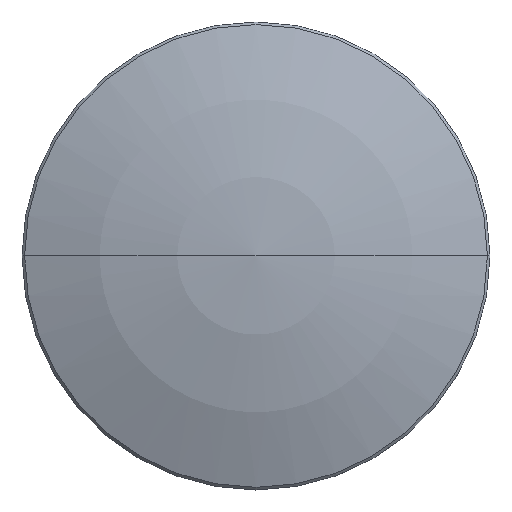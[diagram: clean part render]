
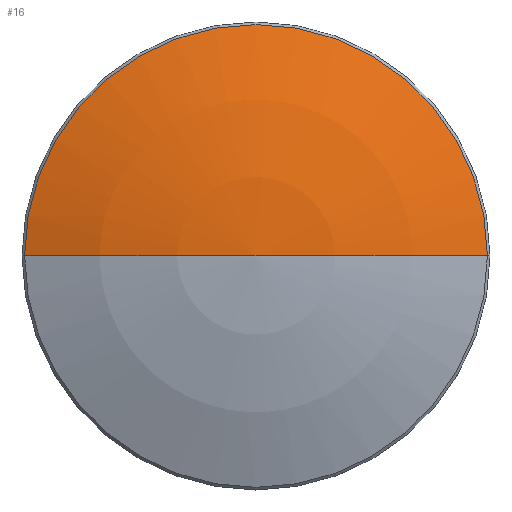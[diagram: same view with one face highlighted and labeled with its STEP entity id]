
A CAD part, top view. The second image highlights one B-rep face of the part: STEP entity #16.
In plain terms, the highlighted toroidal (fillet/blend) face has major radius 0.005 mm and minor radius 34.51 mm.
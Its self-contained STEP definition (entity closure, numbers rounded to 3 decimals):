
#4 = EDGE_CURVE ( 'NONE', #85, #26, #33, .T. ) ;
#11 = ORIENTED_EDGE ( 'NONE', *, *, #84, .T. ) ;
#16 = ADVANCED_FACE ( 'NONE', ( #53 ), #47, .T. ) ;
#26 = VERTEX_POINT ( 'NONE', #185 ) ;
#27 = EDGE_CURVE ( 'NONE', #293, #26, #108, .T. ) ;
#28 = ORIENTED_EDGE ( 'NONE', *, *, #4, .F. ) ;
#29 = EDGE_LOOP ( 'NONE', ( #11, #106, #28 ) ) ;
#33 = CIRCLE ( 'NONE', #68, 34.51 ) ;
#35 = DIRECTION ( 'NONE',  ( 1., 0., 0. ) ) ;
#40 = CARTESIAN_POINT ( 'NONE',  ( 0., 0., -32.3 ) ) ;
#44 = AXIS2_PLACEMENT_3D ( 'NONE', #40, #45, #35 ) ;
#45 = DIRECTION ( 'NONE',  ( 0., 0., 1. ) ) ;
#47 = TOROIDAL_SURFACE ( 'NONE', #44, 0.005, 34.51 ) ;
#53 = FACE_OUTER_BOUND ( 'NONE', #29, .T. ) ;
#65 = DIRECTION ( 'NONE',  ( 0., 0., -1. ) ) ;
#66 = DIRECTION ( 'NONE',  ( 0., -1., 0. ) ) ;
#67 = CARTESIAN_POINT ( 'NONE',  ( 0.005, 0., -32.3 ) ) ;
#68 = AXIS2_PLACEMENT_3D ( 'NONE', #67, #66, #65 ) ;
#84 = EDGE_CURVE ( 'NONE', #85, #293, #120, .T. ) ;
#85 = VERTEX_POINT ( 'NONE', #128 ) ;
#106 = ORIENTED_EDGE ( 'NONE', *, *, #27, .T. ) ;
#108 = CIRCLE ( 'NONE', #148, 34.51 ) ;
#116 = CARTESIAN_POINT ( 'NONE',  ( 0., 0., -0.154 ) ) ;
#120 = CIRCLE ( 'NONE', #155, 12.559 ) ;
#128 = CARTESIAN_POINT ( 'NONE',  ( 12.559, 0., -0.154 ) ) ;
#142 = CARTESIAN_POINT ( 'NONE',  ( -0.005, 0., -32.3 ) ) ;
#146 = DIRECTION ( 'NONE',  ( -1., 0., 0. ) ) ;
#147 = DIRECTION ( 'NONE',  ( 0., 1., 0. ) ) ;
#148 = AXIS2_PLACEMENT_3D ( 'NONE', #142, #147, #146 ) ;
#154 = DIRECTION ( 'NONE',  ( 0., 0., 1. ) ) ;
#155 = AXIS2_PLACEMENT_3D ( 'NONE', #116, #154, #166 ) ;
#166 = DIRECTION ( 'NONE',  ( 1., 0., 0. ) ) ;
#183 = CARTESIAN_POINT ( 'NONE',  ( -12.559, 0., -0.154 ) ) ;
#185 = CARTESIAN_POINT ( 'NONE',  ( 0., 0., 2.21 ) ) ;
#293 = VERTEX_POINT ( 'NONE', #183 ) ;
